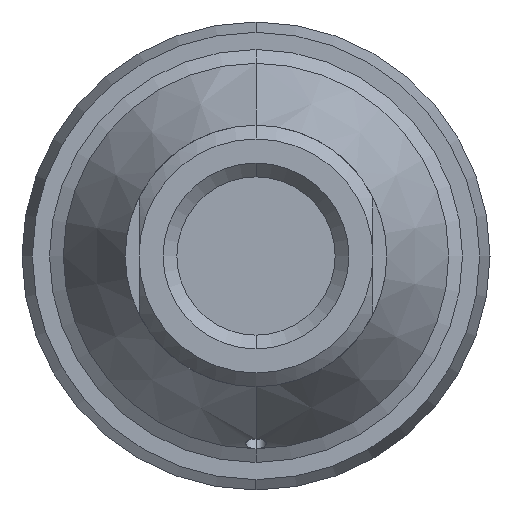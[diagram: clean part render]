
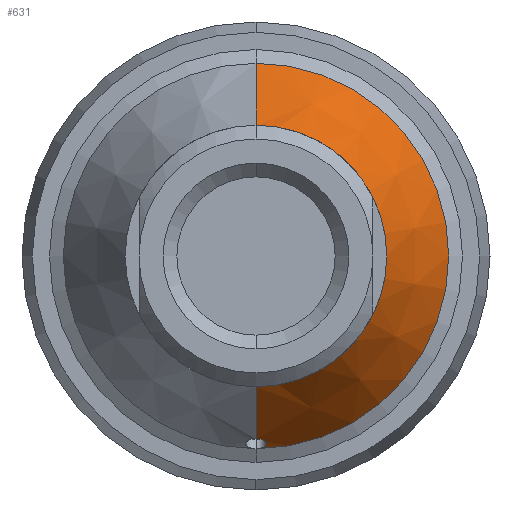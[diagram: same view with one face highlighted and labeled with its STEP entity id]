
A CAD part, front view. The second image highlights one B-rep face of the part: STEP entity #631.
In plain terms, the highlighted conical face has half-angle 27.897 degrees and reference radius 14 mm.
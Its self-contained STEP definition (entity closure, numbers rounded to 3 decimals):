
#65 = CARTESIAN_POINT ( 'NONE',  ( 0., 26.664, -13.293 ) ) ;
#87 = VECTOR ( 'NONE', #1929, 1000. ) ;
#159 = FACE_OUTER_BOUND ( 'NONE', #1136, .T. ) ;
#160 = DIRECTION ( 'NONE',  ( 0., 0., -1. ) ) ;
#162 = EDGE_CURVE ( 'Defeature ausgef�hrt1_15+Defeature ausgef�hrt1_28+Defeature ausgef�hrt1_14+Defeature ausgef�hrt1_14', #1737, #1599, #521, .T. ) ;
#273 = DIRECTION ( 'NONE',  ( 0., -1., 0. ) ) ;
#316 = CARTESIAN_POINT ( 'NONE',  ( 0., 28., -14. ) ) ;
#357 = CARTESIAN_POINT ( 'NONE',  ( 0.393, 27.93, -13.958 ) ) ;
#501 = ORIENTED_EDGE ( 'NONE', *, *, #162, .T. ) ;
#511 = CIRCLE ( 'NONE', #1620, 9.5 ) ;
#521 = B_SPLINE_CURVE_WITH_KNOTS ( 'NONE', 3,
 ( #1421, #1877, #671, #1095, #1727, #1257, #951, #357, #1127, #1138 ),
 .UNSPECIFIED., .F., .F.,
 ( 4, 2, 2, 2, 4 ),
 ( 0.001, 0.001, 0.002, 0.002, 0.003 ),
 .UNSPECIFIED. ) ;
#532 = ORIENTED_EDGE ( 'NONE', *, *, #1229, .T. ) ;
#557 = CARTESIAN_POINT ( 'NONE',  ( 0., 28., 14. ) ) ;
#560 = VERTEX_POINT ( 'NONE', #689 ) ;
#585 = DIRECTION ( 'NONE',  ( 0., 0., 1. ) ) ;
#609 = AXIS2_PLACEMENT_3D ( 'NONE', #1518, #900, #585 ) ;
#619 = EDGE_CURVE ( 'Defeature ausgef�hrt1_16+Defeature ausgef�hrt1_15+Defeature ausgef�hrt1_15+Defeature ausgef�hrt1_15', #1574, #1655, #511, .T. ) ;
#631 = ADVANCED_FACE ( 'Defeature ausgef�hrt1_15', ( #159 ), #1225, .T. ) ;
#671 = CARTESIAN_POINT ( 'NONE',  ( 0.393, 26.739, -13.327 ) ) ;
#689 = CARTESIAN_POINT ( 'NONE',  ( 0., 28., 14. ) ) ;
#817 = CARTESIAN_POINT ( 'NONE',  ( 0., 19.5, -9.5 ) ) ;
#854 = CARTESIAN_POINT ( 'NONE',  ( 0., 19.5, 9.5 ) ) ;
#891 = ORIENTED_EDGE ( 'NONE', *, *, #1015, .T. ) ;
#900 = DIRECTION ( 'NONE',  ( 0., 1., 0. ) ) ;
#919 = DIRECTION ( 'NONE',  ( 0., 0.884, -0.468 ) ) ;
#951 = CARTESIAN_POINT ( 'NONE',  ( 0.67, 27.687, -13.819 ) ) ;
#1015 = EDGE_CURVE ( 'NONE', #1574, #1737, #1709, .T. ) ;
#1092 = CARTESIAN_POINT ( 'NONE',  ( 0., 28., 0. ) ) ;
#1095 = CARTESIAN_POINT ( 'NONE',  ( 0.67, 26.993, -13.451 ) ) ;
#1127 = CARTESIAN_POINT ( 'NONE',  ( 0.198, 28., -14. ) ) ;
#1136 = EDGE_LOOP ( 'NONE', ( #1679, #891, #501, #532, #1192 ) ) ;
#1138 = CARTESIAN_POINT ( 'NONE',  ( 0., 28., -14. ) ) ;
#1192 = ORIENTED_EDGE ( 'NONE', *, *, #1608, .F. ) ;
#1213 = CIRCLE ( 'NONE', #1803, 14. ) ;
#1225 = CONICAL_SURFACE ( 'NONE', #609, 14., 0.487 ) ;
#1229 = EDGE_CURVE ( 'Defeature ausgef�hrt1_15+Defeature ausgef�hrt1_14+Defeature ausgef�hrt1_28+Defeature ausgef�hrt1_28', #1599, #560, #1213, .T. ) ;
#1257 = CARTESIAN_POINT ( 'NONE',  ( 0.75, 27.515, -13.723 ) ) ;
#1263 = VECTOR ( 'NONE', #919, 1000. ) ;
#1363 = CARTESIAN_POINT ( 'NONE',  ( 0., 28., -14. ) ) ;
#1421 = CARTESIAN_POINT ( 'NONE',  ( 0., 26.664, -13.293 ) ) ;
#1518 = CARTESIAN_POINT ( 'NONE',  ( 0., 28., 0. ) ) ;
#1563 = DIRECTION ( 'NONE',  ( 0., -1., 0. ) ) ;
#1574 = VERTEX_POINT ( 'NONE', #817 ) ;
#1599 = VERTEX_POINT ( 'NONE', #1363 ) ;
#1608 = EDGE_CURVE ( 'NONE', #1655, #560, #1639, .T. ) ;
#1620 = AXIS2_PLACEMENT_3D ( 'NONE', #1678, #273, #1851 ) ;
#1639 = LINE ( 'NONE', #557, #87 ) ;
#1655 = VERTEX_POINT ( 'NONE', #854 ) ;
#1678 = CARTESIAN_POINT ( 'NONE',  ( 0., 19.5, 0. ) ) ;
#1679 = ORIENTED_EDGE ( 'NONE', *, *, #619, .F. ) ;
#1709 = LINE ( 'NONE', #316, #1263 ) ;
#1727 = CARTESIAN_POINT ( 'NONE',  ( 0.75, 27.168, -13.539 ) ) ;
#1737 = VERTEX_POINT ( 'NONE', #65 ) ;
#1803 = AXIS2_PLACEMENT_3D ( 'NONE', #1092, #1563, #160 ) ;
#1851 = DIRECTION ( 'NONE',  ( 0., 0., -1. ) ) ;
#1877 = CARTESIAN_POINT ( 'NONE',  ( 0.197, 26.664, -13.293 ) ) ;
#1929 = DIRECTION ( 'NONE',  ( 0., 0.884, 0.468 ) ) ;
